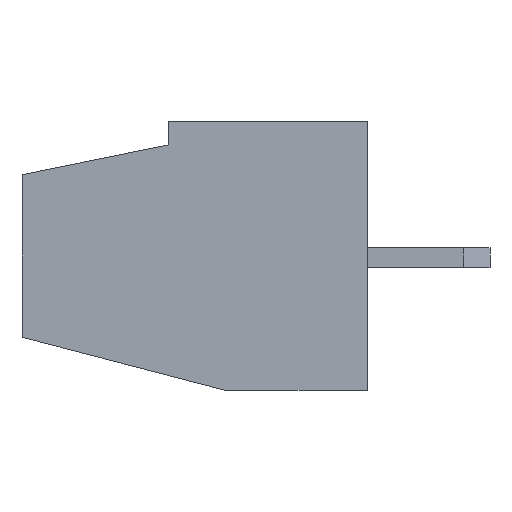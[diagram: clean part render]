
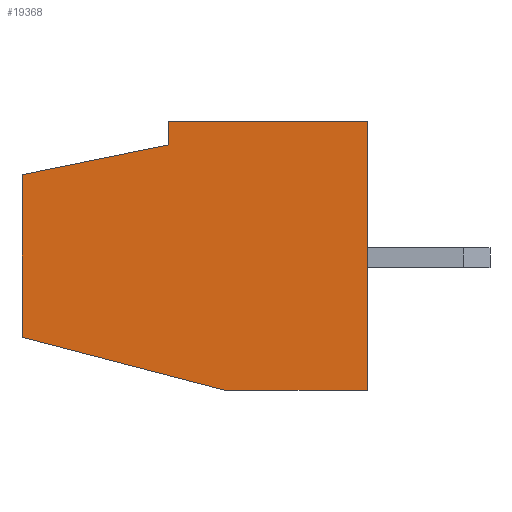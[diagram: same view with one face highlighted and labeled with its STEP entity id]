
A CAD part, left-side view. The second image highlights one B-rep face of the part: STEP entity #19368.
In plain terms, the highlighted planar face has unit normal (-1, 0, 0).
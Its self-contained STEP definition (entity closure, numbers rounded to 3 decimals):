
#171 = VERTEX_POINT ( 'NONE', #24944 ) ;
#432 = LINE ( 'NONE', #5462, #15408 ) ;
#1342 = VERTEX_POINT ( 'NONE', #14692 ) ;
#1443 = LINE ( 'NONE', #8521, #18778 ) ;
#1905 = ORIENTED_EDGE ( 'NONE', *, *, #9712, .T. ) ;
#1978 = CARTESIAN_POINT ( 'NONE',  ( -2.54, 10.4, 4.1 ) ) ;
#2807 = CARTESIAN_POINT ( 'NONE',  ( -2.54, 10.4, -2.4 ) ) ;
#3718 = VERTEX_POINT ( 'NONE', #2807 ) ;
#4240 = DIRECTION ( 'NONE',  ( 0., 0.968, 0.252 ) ) ;
#4251 = EDGE_CURVE ( 'NONE', #22666, #3718, #1443, .T. ) ;
#4372 = CARTESIAN_POINT ( 'NONE',  ( -2.54, 6., 3.4 ) ) ;
#4531 = LINE ( 'NONE', #4372, #29269 ) ;
#4906 = PLANE ( 'NONE',  #29229 ) ;
#5051 = CARTESIAN_POINT ( 'NONE',  ( -2.54, 10.4, 4.1 ) ) ;
#5135 = DIRECTION ( 'NONE',  ( 0., 0., 1. ) ) ;
#5257 = EDGE_CURVE ( 'NONE', #7411, #171, #27012, .T. ) ;
#5462 = CARTESIAN_POINT ( 'NONE',  ( -2.54, 0., 4.1 ) ) ;
#7261 = LINE ( 'NONE', #19213, #22262 ) ;
#7411 = VERTEX_POINT ( 'NONE', #22728 ) ;
#7671 = ORIENTED_EDGE ( 'NONE', *, *, #25051, .F. ) ;
#7896 = DIRECTION ( 'NONE',  ( 0., 0., -1. ) ) ;
#8382 = ORIENTED_EDGE ( 'NONE', *, *, #13702, .T. ) ;
#8521 = CARTESIAN_POINT ( 'NONE',  ( -2.54, 10.4, -2.4 ) ) ;
#8635 = DIRECTION ( 'NONE',  ( 0., -1., 0. ) ) ;
#9628 = VERTEX_POINT ( 'NONE', #22145 ) ;
#9712 = EDGE_CURVE ( 'NONE', #9628, #171, #432, .T. ) ;
#10980 = VERTEX_POINT ( 'NONE', #25465 ) ;
#11354 = VECTOR ( 'NONE', #21039, 1000. ) ;
#12236 = ORIENTED_EDGE ( 'NONE', *, *, #20619, .F. ) ;
#12976 = DIRECTION ( 'NONE',  ( 0., -1., 0. ) ) ;
#13026 = LINE ( 'NONE', #20445, #22714 ) ;
#13237 = ORIENTED_EDGE ( 'NONE', *, *, #4251, .F. ) ;
#13702 = EDGE_CURVE ( 'NONE', #22666, #9628, #13026, .T. ) ;
#13804 = EDGE_CURVE ( 'NONE', #1342, #7411, #4531, .T. ) ;
#14692 = CARTESIAN_POINT ( 'NONE',  ( -2.54, 6., 3.4 ) ) ;
#14955 = FACE_OUTER_BOUND ( 'NONE', #21813, .T. ) ;
#15408 = VECTOR ( 'NONE', #5135, 1000. ) ;
#16051 = CARTESIAN_POINT ( 'NONE',  ( -2.54, 4.26, -4. ) ) ;
#17467 = DIRECTION ( 'NONE',  ( 1., 0., 0. ) ) ;
#18778 = VECTOR ( 'NONE', #4240, 1000. ) ;
#19149 = DIRECTION ( 'NONE',  ( 0., 0., 1. ) ) ;
#19213 = CARTESIAN_POINT ( 'NONE',  ( -2.54, 10.4, 2.5 ) ) ;
#19368 = ADVANCED_FACE ( 'NONE', ( #14955 ), #4906, .F. ) ;
#19721 = ORIENTED_EDGE ( 'NONE', *, *, #5257, .F. ) ;
#20445 = CARTESIAN_POINT ( 'NONE',  ( -2.54, 10.4, -4. ) ) ;
#20619 = EDGE_CURVE ( 'NONE', #10980, #1342, #7261, .T. ) ;
#21039 = DIRECTION ( 'NONE',  ( 0., 0., 1. ) ) ;
#21379 = VECTOR ( 'NONE', #12976, 1000. ) ;
#21608 = DIRECTION ( 'NONE',  ( 0., -0.98, 0.2 ) ) ;
#21813 = EDGE_LOOP ( 'NONE', ( #19721, #28441, #12236, #7671, #13237, #8382, #1905 ) ) ;
#22145 = CARTESIAN_POINT ( 'NONE',  ( -2.54, 0., -4. ) ) ;
#22262 = VECTOR ( 'NONE', #21608, 1000. ) ;
#22456 = CARTESIAN_POINT ( 'NONE',  ( -2.54, 10.4, 4.1 ) ) ;
#22666 = VERTEX_POINT ( 'NONE', #16051 ) ;
#22714 = VECTOR ( 'NONE', #8635, 1000. ) ;
#22728 = CARTESIAN_POINT ( 'NONE',  ( -2.54, 6., 4.1 ) ) ;
#24944 = CARTESIAN_POINT ( 'NONE',  ( -2.54, 0., 4.1 ) ) ;
#25051 = EDGE_CURVE ( 'NONE', #3718, #10980, #26224, .T. ) ;
#25465 = CARTESIAN_POINT ( 'NONE',  ( -2.54, 10.4, 2.5 ) ) ;
#26224 = LINE ( 'NONE', #1978, #11354 ) ;
#27012 = LINE ( 'NONE', #22456, #21379 ) ;
#28441 = ORIENTED_EDGE ( 'NONE', *, *, #13804, .F. ) ;
#29229 = AXIS2_PLACEMENT_3D ( 'NONE', #5051, #17467, #7896 ) ;
#29269 = VECTOR ( 'NONE', #19149, 1000. ) ;
